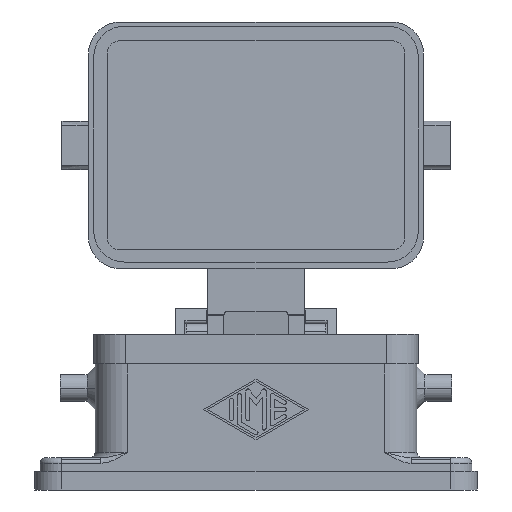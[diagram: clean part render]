
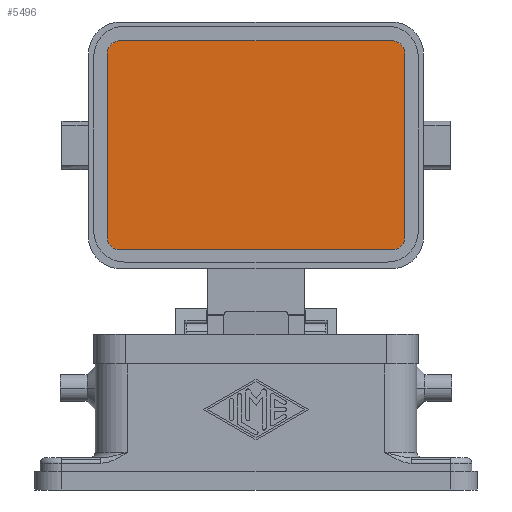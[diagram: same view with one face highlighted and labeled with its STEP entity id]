
A CAD part, front view. The second image highlights one B-rep face of the part: STEP entity #5496.
In plain terms, the highlighted planar face has unit normal (0, -1, 0).
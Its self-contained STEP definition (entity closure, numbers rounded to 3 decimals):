
#3874=CARTESIAN_POINT('',(25.25,44.25,44.75));
#3875=VERTEX_POINT('',#3874);
#3882=CARTESIAN_POINT('',(-25.25,44.25,44.75));
#3883=VERTEX_POINT('',#3882);
#3884=CARTESIAN_POINT('',(-25.25,44.25,44.75));
#3885=DIRECTION('',(1.0,0.0,0.0));
#3886=VECTOR('',#3885,50.5);
#3887=LINE('',#3884,#3886);
#3888=EDGE_CURVE('',#3883,#3875,#3887,.T.);
#3905=CARTESIAN_POINT('',(27.75,44.25,47.25));
#3906=VERTEX_POINT('',#3905);
#3913=CARTESIAN_POINT('',(25.25,44.25,47.25));
#3914=DIRECTION('',(0.0,-1.0,0.0));
#3915=DIRECTION('',(-1.0,0.0,0.0));
#3916=AXIS2_PLACEMENT_3D('',#3913,#3914,#3915);
#3917=CIRCLE('',#3916,2.5);
#3918=EDGE_CURVE('',#3875,#3906,#3917,.T.);
#3930=CARTESIAN_POINT('',(27.75,44.25,81.25));
#3931=VERTEX_POINT('',#3930);
#3938=CARTESIAN_POINT('',(27.75,44.25,47.25));
#3939=DIRECTION('',(0.0,0.0,1.0));
#3940=VECTOR('',#3939,34.);
#3941=LINE('',#3938,#3940);
#3942=EDGE_CURVE('',#3906,#3931,#3941,.T.);
#3954=CARTESIAN_POINT('',(25.25,44.25,83.75));
#3955=VERTEX_POINT('',#3954);
#3962=CARTESIAN_POINT('',(25.25,44.25,81.25));
#3963=DIRECTION('',(0.0,-1.0,0.0));
#3964=DIRECTION('',(0.0,0.0,-1.0));
#3965=AXIS2_PLACEMENT_3D('',#3962,#3963,#3964);
#3966=CIRCLE('',#3965,2.5);
#3967=EDGE_CURVE('',#3931,#3955,#3966,.T.);
#5009=CARTESIAN_POINT('',(-25.25,44.25,83.75));
#5010=VERTEX_POINT('',#5009);
#5017=CARTESIAN_POINT('',(25.25,44.25,83.75));
#5018=DIRECTION('',(-1.0,0.0,0.0));
#5019=VECTOR('',#5018,50.5);
#5020=LINE('',#5017,#5019);
#5021=EDGE_CURVE('',#3955,#5010,#5020,.T.);
#5034=CARTESIAN_POINT('',(-27.75,44.25,47.25));
#5035=VERTEX_POINT('',#5034);
#5036=CARTESIAN_POINT('',(-25.25,44.25,47.25));
#5037=DIRECTION('',(0.0,-1.0,0.0));
#5038=DIRECTION('',(0.0,0.0,1.0));
#5039=AXIS2_PLACEMENT_3D('',#5036,#5037,#5038);
#5040=CIRCLE('',#5039,2.5);
#5041=EDGE_CURVE('',#5035,#3883,#5040,.T.);
#5059=CARTESIAN_POINT('',(-27.75,44.25,81.25));
#5060=VERTEX_POINT('',#5059);
#5061=CARTESIAN_POINT('',(-27.75,44.25,81.25));
#5062=DIRECTION('',(0.0,0.0,-1.0));
#5063=VECTOR('',#5062,34.);
#5064=LINE('',#5061,#5063);
#5065=EDGE_CURVE('',#5060,#5035,#5064,.T.);
#5083=CARTESIAN_POINT('',(-25.25,44.25,81.25));
#5084=DIRECTION('',(0.0,-1.0,0.0));
#5085=DIRECTION('',(1.0,0.0,0.0));
#5086=AXIS2_PLACEMENT_3D('',#5083,#5084,#5085);
#5087=CIRCLE('',#5086,2.5);
#5088=EDGE_CURVE('',#5010,#5060,#5087,.T.);
#5481=CARTESIAN_POINT('',(0.,44.25,64.25));
#5482=DIRECTION('',(0.0,1.0,0.0));
#5483=DIRECTION('',(0.0,0.0,1.0));
#5484=AXIS2_PLACEMENT_3D('',#5481,#5482,#5483);
#5485=PLANE('',#5484);
#5486=ORIENTED_EDGE('',*,*,#5021,.T.);
#5487=ORIENTED_EDGE('',*,*,#5088,.T.);
#5488=ORIENTED_EDGE('',*,*,#5065,.T.);
#5489=ORIENTED_EDGE('',*,*,#5041,.T.);
#5490=ORIENTED_EDGE('',*,*,#3888,.T.);
#5491=ORIENTED_EDGE('',*,*,#3918,.T.);
#5492=ORIENTED_EDGE('',*,*,#3942,.T.);
#5493=ORIENTED_EDGE('',*,*,#3967,.T.);
#5494=EDGE_LOOP('',(#5486,#5487,#5488,#5489,#5490,#5491,#5492,#5493));
#5495=FACE_OUTER_BOUND('',#5494,.T.);
#5496=ADVANCED_FACE('',(#5495),#5485,.F.);
